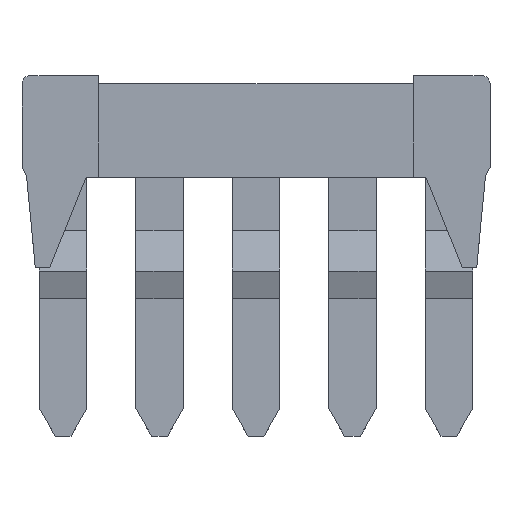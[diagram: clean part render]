
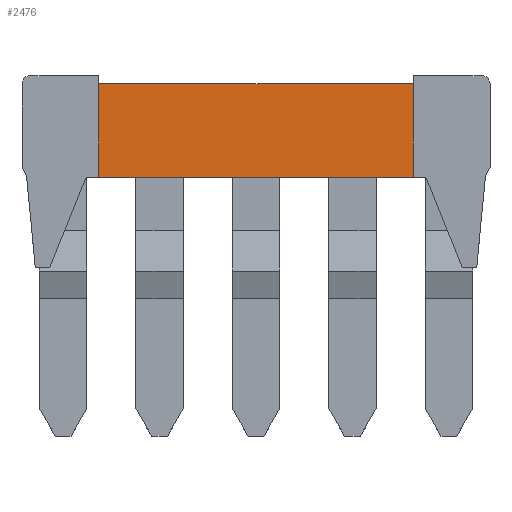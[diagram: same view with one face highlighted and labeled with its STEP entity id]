
A CAD part, top view. The second image highlights one B-rep face of the part: STEP entity #2476.
In plain terms, the highlighted planar face has unit normal (0, 0, 1).
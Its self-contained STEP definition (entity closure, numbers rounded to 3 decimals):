
#113=DIRECTION('',(0.,-1.,0.));
#114=VECTOR('',#113,5.9);
#115=CARTESIAN_POINT('',(2.25,3.65,1.4));
#116=LINE('',#115,#114);
#133=DIRECTION('',(-1.,0.,0.));
#134=VECTOR('',#133,19.9);
#135=CARTESIAN_POINT('',(22.15,3.65,1.4));
#136=LINE('',#135,#134);
#233=DIRECTION('',(-1.,0.,0.));
#234=VECTOR('',#233,19.9);
#235=CARTESIAN_POINT('',(22.15,-2.25,1.4));
#236=LINE('',#235,#234);
#831=DIRECTION('',(0.,-1.,0.));
#832=VECTOR('',#831,5.9);
#833=CARTESIAN_POINT('',(22.15,3.65,1.4));
#834=LINE('',#833,#832);
#1152=CARTESIAN_POINT('',(22.15,-2.25,1.4));
#1154=VERTEX_POINT('',#1152);
#1155=CARTESIAN_POINT('',(2.25,-2.25,1.4));
#1156=VERTEX_POINT('',#1155);
#1163=CARTESIAN_POINT('',(22.15,3.65,1.4));
#1164=CARTESIAN_POINT('',(2.25,3.65,1.4));
#1165=VERTEX_POINT('',#1163);
#1166=VERTEX_POINT('',#1164);
#2465=CARTESIAN_POINT('',(22.15,4.15,1.4));
#2466=DIRECTION('',(0.,0.,-1.));
#2467=DIRECTION('',(-1.,0.,0.));
#2468=AXIS2_PLACEMENT_3D('',#2465,#2466,#2467);
#2469=PLANE('',#2468);
#2470=ORIENTED_EDGE('',*,*,#1557,.T.);
#2471=ORIENTED_EDGE('',*,*,#1482,.F.);
#2472=ORIENTED_EDGE('',*,*,#1507,.F.);
#2473=ORIENTED_EDGE('',*,*,#2454,.T.);
#2474=EDGE_LOOP('',(#2470,#2471,#2472,#2473));
#2475=FACE_OUTER_BOUND('',#2474,.F.);
#2476=ADVANCED_FACE('',(#2475),#2469,.F.);
#1482=EDGE_CURVE('',#1166,#1156,#116,.T.);
#1507=EDGE_CURVE('',#1165,#1166,#136,.T.);
#1557=EDGE_CURVE('',#1154,#1156,#236,.T.);
#2454=EDGE_CURVE('',#1165,#1154,#834,.T.);
